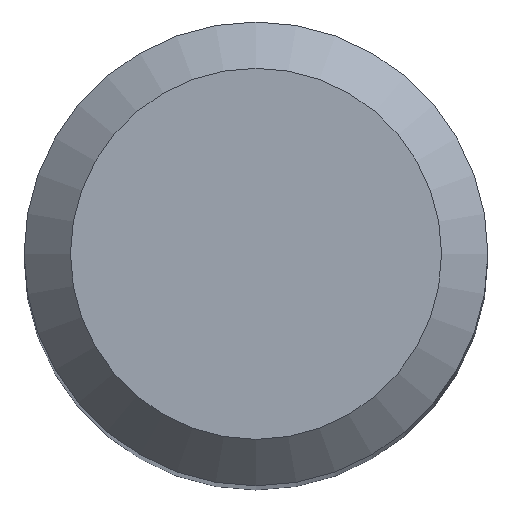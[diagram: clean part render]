
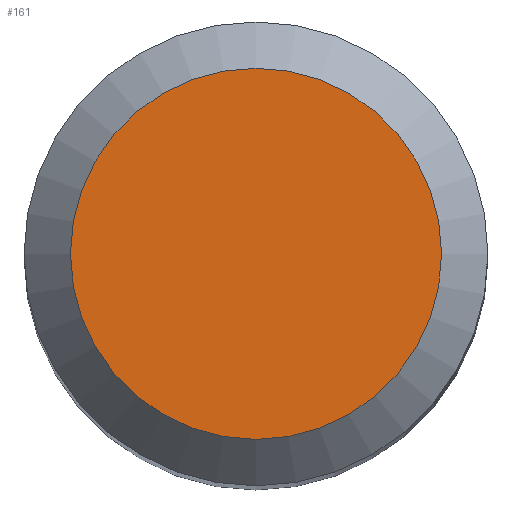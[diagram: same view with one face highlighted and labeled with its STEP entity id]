
A CAD part, top view. The second image highlights one B-rep face of the part: STEP entity #161.
In plain terms, the highlighted planar face has unit normal (0, 0, 1).
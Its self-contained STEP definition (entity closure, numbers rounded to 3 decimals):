
#18 = DIRECTION ( 'NONE',  ( 0., 1., 0. ) ) ;
#41 = FACE_OUTER_BOUND ( 'NONE', #113, .T. ) ;
#111 = PLANE ( 'NONE',  #265 ) ;
#113 = EDGE_LOOP ( 'NONE', ( #168 ) ) ;
#133 = CARTESIAN_POINT ( 'NONE',  ( 0., 0., 64. ) ) ;
#134 = DIRECTION ( 'NONE',  ( 0., -1., 0. ) ) ;
#152 = CIRCLE ( 'NONE', #239, 3.2 ) ;
#161 = ADVANCED_FACE ( 'NONE', ( #41 ), #111, .T. ) ;
#168 = ORIENTED_EDGE ( 'NONE', *, *, #247, .F. ) ;
#191 = VERTEX_POINT ( 'NONE', #284 ) ;
#203 = DIRECTION ( 'NONE',  ( 0., 0., -1. ) ) ;
#239 = AXIS2_PLACEMENT_3D ( 'NONE', #133, #203, #18 ) ;
#247 = EDGE_CURVE ( 'NONE', #191, #191, #152, .T. ) ;
#265 = AXIS2_PLACEMENT_3D ( 'NONE', #297, #301, #134 ) ;
#284 = CARTESIAN_POINT ( 'NONE',  ( 0., 3.2, 64. ) ) ;
#297 = CARTESIAN_POINT ( 'NONE',  ( 0., 0., 64. ) ) ;
#301 = DIRECTION ( 'NONE',  ( 0., 0., 1. ) ) ;
